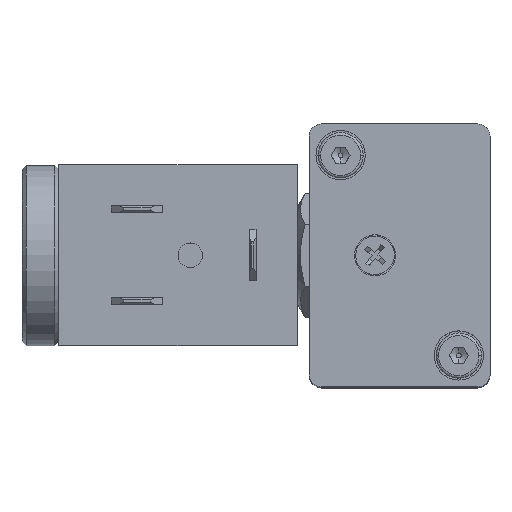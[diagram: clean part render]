
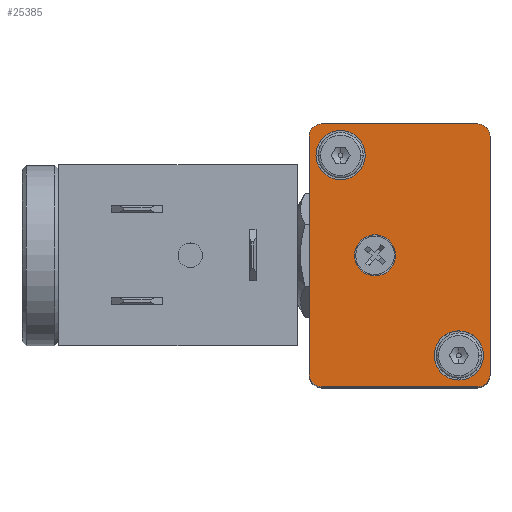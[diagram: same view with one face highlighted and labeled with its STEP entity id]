
A CAD part, top view. The second image highlights one B-rep face of the part: STEP entity #25385.
In plain terms, the highlighted planar face has unit normal (0, 0, 1).
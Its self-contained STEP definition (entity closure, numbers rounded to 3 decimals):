
#21815=CARTESIAN_POINT('',(-2.5,7.75,16.));
#21816=VERTEX_POINT('',#21815);
#21832=CARTESIAN_POINT('',(-7.5,7.75,16.));
#21833=VERTEX_POINT('',#21832);
#21840=CARTESIAN_POINT('',(-5.0,7.75,16.));
#21841=DIRECTION('',(0.0,0.0,-1.0));
#21842=DIRECTION('',(1.0,0.0,0.0));
#21843=AXIS2_PLACEMENT_3D('',#21840,#21841,#21842);
#21844=CIRCLE('',#21843,2.5);
#21845=EDGE_CURVE('',#21816,#21833,#21844,.T.);
#22258=CARTESIAN_POINT('',(-14.2,-2.45,16.));
#22259=VERTEX_POINT('',#22258);
#22275=CARTESIAN_POINT('',(-20.2,-2.45,16.));
#22276=VERTEX_POINT('',#22275);
#22283=CARTESIAN_POINT('',(-17.2,-2.45,16.));
#22284=DIRECTION('',(0.0,0.0,-1.0));
#22285=DIRECTION('',(1.0,0.0,0.0));
#22286=AXIS2_PLACEMENT_3D('',#22283,#22284,#22285);
#22287=CIRCLE('',#22286,3.0);
#22288=EDGE_CURVE('',#22259,#22276,#22287,.T.);
#22300=CARTESIAN_POINT('',(10.2,11.95,16.));
#22301=VERTEX_POINT('',#22300);
#22317=CARTESIAN_POINT('',(4.2,11.95,16.));
#22318=VERTEX_POINT('',#22317);
#22325=CARTESIAN_POINT('',(7.2,11.95,16.));
#22326=DIRECTION('',(0.0,0.0,-1.0));
#22327=DIRECTION('',(1.0,0.0,0.0));
#22328=AXIS2_PLACEMENT_3D('',#22325,#22326,#22327);
#22329=CIRCLE('',#22328,3.0);
#22330=EDGE_CURVE('',#22301,#22318,#22329,.T.);
#23038=CARTESIAN_POINT('',(-20.561,-5.811,16.));
#23039=VERTEX_POINT('',#23038);
#23048=CARTESIAN_POINT('',(-21.0,-4.75,16.));
#23049=VERTEX_POINT('',#23048);
#23050=CARTESIAN_POINT('',(-19.5,-4.75,16.));
#23051=DIRECTION('',(0.0,0.0,-1.));
#23052=DIRECTION('',(-0.707,-0.707,0.0));
#23053=AXIS2_PLACEMENT_3D('',#23050,#23051,#23052);
#23054=CIRCLE('',#23053,1.5);
#23055=EDGE_CURVE('',#23039,#23049,#23054,.T.);
#23080=CARTESIAN_POINT('',(-20.561,15.311,16.));
#23081=VERTEX_POINT('',#23080);
#23090=CARTESIAN_POINT('',(-19.5,15.75,16.));
#23091=VERTEX_POINT('',#23090);
#23092=CARTESIAN_POINT('',(-19.5,14.25,16.));
#23093=DIRECTION('',(0.0,0.0,-1.));
#23094=DIRECTION('',(-0.707,0.707,0.0));
#23095=AXIS2_PLACEMENT_3D('',#23092,#23093,#23094);
#23096=CIRCLE('',#23095,1.5);
#23097=EDGE_CURVE('',#23081,#23091,#23096,.T.);
#23124=CARTESIAN_POINT('',(10.561,15.311,16.0));
#23125=VERTEX_POINT('',#23124);
#23141=CARTESIAN_POINT('',(9.5,15.75,16.));
#23142=VERTEX_POINT('',#23141);
#23149=CARTESIAN_POINT('',(9.5,14.25,16.0));
#23150=DIRECTION('',(0.0,0.0,-1.));
#23151=DIRECTION('',(0.707,0.707,0.0));
#23152=AXIS2_PLACEMENT_3D('',#23149,#23150,#23151);
#23153=CIRCLE('',#23152,1.5);
#23154=EDGE_CURVE('',#23142,#23125,#23153,.T.);
#23166=CARTESIAN_POINT('',(10.561,-5.811,16.0));
#23167=VERTEX_POINT('',#23166);
#23183=CARTESIAN_POINT('',(11.0,-4.75,16.));
#23184=VERTEX_POINT('',#23183);
#23191=CARTESIAN_POINT('',(9.5,-4.75,16.0));
#23192=DIRECTION('',(0.0,0.0,-1.));
#23193=DIRECTION('',(0.707,-0.707,0.0));
#23194=AXIS2_PLACEMENT_3D('',#23191,#23192,#23193);
#23195=CIRCLE('',#23194,1.5);
#23196=EDGE_CURVE('',#23184,#23167,#23195,.T.);
#23207=CARTESIAN_POINT('',(9.5,-6.25,16.));
#23208=VERTEX_POINT('',#23207);
#23209=CARTESIAN_POINT('',(9.5,-4.75,16.0));
#23210=DIRECTION('',(0.0,0.0,-1.));
#23211=DIRECTION('',(0.707,-0.707,0.0));
#23212=AXIS2_PLACEMENT_3D('',#23209,#23210,#23211);
#23213=CIRCLE('',#23212,1.5);
#23214=EDGE_CURVE('',#23167,#23208,#23213,.T.);
#23248=CARTESIAN_POINT('',(11.0,14.25,16.));
#23249=VERTEX_POINT('',#23248);
#23256=CARTESIAN_POINT('',(11.0,-4.75,16.));
#23257=DIRECTION('',(0.0,1.0,0.0));
#23258=VECTOR('',#23257,19.0);
#23259=LINE('',#23256,#23258);
#23260=EDGE_CURVE('',#23184,#23249,#23259,.T.);
#23328=CARTESIAN_POINT('',(9.5,14.25,16.0));
#23329=DIRECTION('',(0.0,0.0,-1.));
#23330=DIRECTION('',(0.707,0.707,0.0));
#23331=AXIS2_PLACEMENT_3D('',#23328,#23329,#23330);
#23332=CIRCLE('',#23331,1.5);
#23333=EDGE_CURVE('',#23125,#23249,#23332,.T.);
#23348=CARTESIAN_POINT('',(9.5,15.75,16.));
#23349=DIRECTION('',(-1.0,0.0,0.0));
#23350=VECTOR('',#23349,29.0);
#23351=LINE('',#23348,#23350);
#23352=EDGE_CURVE('',#23142,#23091,#23351,.T.);
#23383=CARTESIAN_POINT('',(-21.0,14.25,16.));
#23384=VERTEX_POINT('',#23383);
#23391=CARTESIAN_POINT('',(-19.5,14.25,16.));
#23392=DIRECTION('',(0.0,0.0,-1.));
#23393=DIRECTION('',(-0.707,0.707,0.0));
#23394=AXIS2_PLACEMENT_3D('',#23391,#23392,#23393);
#23395=CIRCLE('',#23394,1.5);
#23396=EDGE_CURVE('',#23384,#23081,#23395,.T.);
#23409=CARTESIAN_POINT('',(-21.0,-4.75,16.));
#23410=DIRECTION('',(0.0,1.0,0.0));
#23411=VECTOR('',#23410,19.0);
#23412=LINE('',#23409,#23411);
#23413=EDGE_CURVE('',#23049,#23384,#23412,.T.);
#23425=CARTESIAN_POINT('',(-19.5,-6.25,16.));
#23426=VERTEX_POINT('',#23425);
#23433=CARTESIAN_POINT('',(-19.5,-4.75,16.));
#23434=DIRECTION('',(0.0,0.0,-1.));
#23435=DIRECTION('',(-0.707,-0.707,0.0));
#23436=AXIS2_PLACEMENT_3D('',#23433,#23434,#23435);
#23437=CIRCLE('',#23436,1.5);
#23438=EDGE_CURVE('',#23426,#23039,#23437,.T.);
#24813=CARTESIAN_POINT('',(7.2,11.95,16.));
#24814=DIRECTION('',(0.0,0.0,-1.0));
#24815=DIRECTION('',(1.0,0.0,0.0));
#24816=AXIS2_PLACEMENT_3D('',#24813,#24814,#24815);
#24817=CIRCLE('',#24816,3.0);
#24818=EDGE_CURVE('',#22318,#22301,#24817,.T.);
#24851=CARTESIAN_POINT('',(-17.2,-2.45,16.));
#24852=DIRECTION('',(0.0,0.0,-1.0));
#24853=DIRECTION('',(1.0,0.0,0.0));
#24854=AXIS2_PLACEMENT_3D('',#24851,#24852,#24853);
#24855=CIRCLE('',#24854,3.0);
#24856=EDGE_CURVE('',#22276,#22259,#24855,.T.);
#25317=CARTESIAN_POINT('',(-5.0,7.75,16.));
#25318=DIRECTION('',(0.0,0.0,-1.0));
#25319=DIRECTION('',(1.0,0.0,0.0));
#25320=AXIS2_PLACEMENT_3D('',#25317,#25318,#25319);
#25321=CIRCLE('',#25320,2.5);
#25322=EDGE_CURVE('',#21833,#21816,#25321,.T.);
#25349=CARTESIAN_POINT('',(11.0,-6.25,16.));
#25350=DIRECTION('',(0.0,0.0,1.0));
#25351=DIRECTION('',(1.0,0.0,0.0));
#25352=AXIS2_PLACEMENT_3D('',#25349,#25350,#25351);
#25353=PLANE('',#25352);
#25354=ORIENTED_EDGE('',*,*,#23196,.F.);
#25355=ORIENTED_EDGE('',*,*,#23260,.T.);
#25356=ORIENTED_EDGE('',*,*,#23333,.F.);
#25357=ORIENTED_EDGE('',*,*,#23154,.F.);
#25358=ORIENTED_EDGE('',*,*,#23352,.T.);
#25359=ORIENTED_EDGE('',*,*,#23097,.F.);
#25360=ORIENTED_EDGE('',*,*,#23396,.F.);
#25361=ORIENTED_EDGE('',*,*,#23413,.F.);
#25362=ORIENTED_EDGE('',*,*,#23055,.F.);
#25363=ORIENTED_EDGE('',*,*,#23438,.F.);
#25364=CARTESIAN_POINT('',(9.5,-6.25,16.));
#25365=DIRECTION('',(-1.0,0.0,0.0));
#25366=VECTOR('',#25365,29.0);
#25367=LINE('',#25364,#25366);
#25368=EDGE_CURVE('',#23208,#23426,#25367,.T.);
#25369=ORIENTED_EDGE('',*,*,#25368,.F.);
#25370=ORIENTED_EDGE('',*,*,#23214,.F.);
#25371=EDGE_LOOP('',(#25354,#25355,#25356,#25357,#25358,#25359,#25360,#25361,#25362,#25363,#25369,#25370));
#25372=FACE_OUTER_BOUND('',#25371,.T.);
#25373=ORIENTED_EDGE('',*,*,#22330,.T.);
#25374=ORIENTED_EDGE('',*,*,#24818,.T.);
#25375=EDGE_LOOP('',(#25373,#25374));
#25376=FACE_BOUND('',#25375,.T.);
#25377=ORIENTED_EDGE('',*,*,#22288,.T.);
#25378=ORIENTED_EDGE('',*,*,#24856,.T.);
#25379=EDGE_LOOP('',(#25377,#25378));
#25380=FACE_BOUND('',#25379,.T.);
#25381=ORIENTED_EDGE('',*,*,#21845,.T.);
#25382=ORIENTED_EDGE('',*,*,#25322,.T.);
#25383=EDGE_LOOP('',(#25381,#25382));
#25384=FACE_BOUND('',#25383,.T.);
#25385=ADVANCED_FACE('',(#25372,#25376,#25380,#25384),#25353,.T.);
